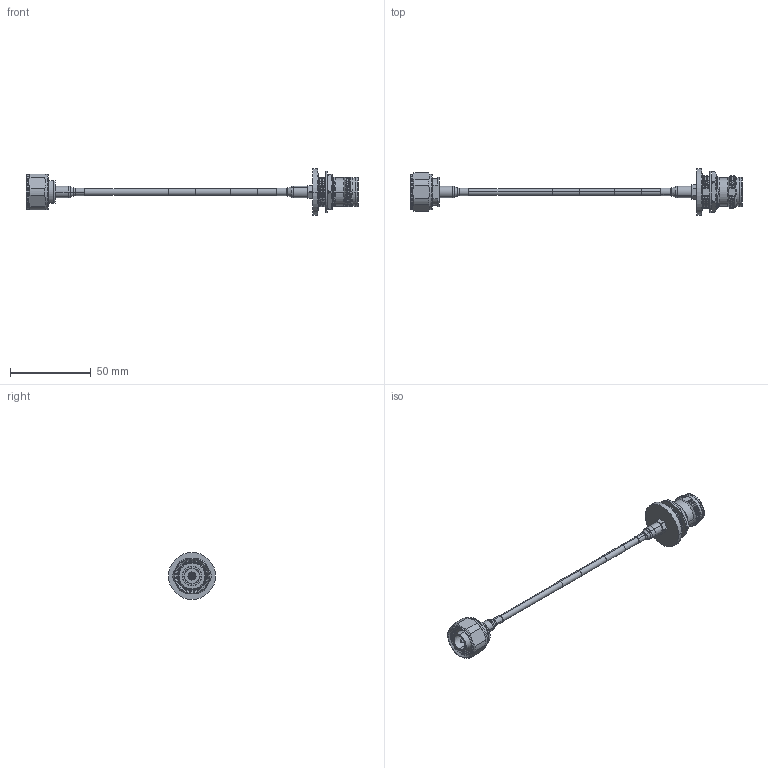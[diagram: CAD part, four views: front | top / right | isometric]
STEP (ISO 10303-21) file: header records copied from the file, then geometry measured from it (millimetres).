
FILE_DESCRIPTION (( 'STEP AP214' ), '1' );
FILE_NAME ('PE3C8225_3D.STEP', '2021-07-30T14:34:31', ( '' ), ( '' ), 'SwSTEP 2.0', 'SolidWorks 2021', '' );
FILE_SCHEMA (( 'AUTOMOTIVE_DESIGN' ));
Length unit declared in the file: inch
Products named in the file (5): TFT-402-MA1; TFT-402_LABEL+PE PIM; TC-402-4310F-BH-LP-PE; PE3C8225_3D; TC-402-4195M-LP-PE
Assembly tree (5 placements, depth 2):
  PE3C8225_3D
    TFT-402_LABEL+PE PIM
    TC-402-4195M-LP-PE
    TFT-402-MA1  x2
    TC-402-4310F-BH-LP-PE
Bounding box: 204.95 x 29 x 29 mm (x, y, z)
Volume: 14375.9 mm3; surface area: 15317.1 mm2
Topology: 9 solids, 9 shells, 631 faces, 1583 edges, 981 vertices
Faces by surface type: cylinder 155, bspline 150, cone 148, plane 140, torus 38
Entity records: 67399 total; most frequent: CARTESIAN_POINT 53833, ORIENTED_EDGE 3070, DIRECTION 2451, EDGE_CURVE 1535, AXIS2_PLACEMENT_3D 1003, VERTEX_POINT 957, EDGE_LOOP 650, FACE_OUTER_BOUND 609
